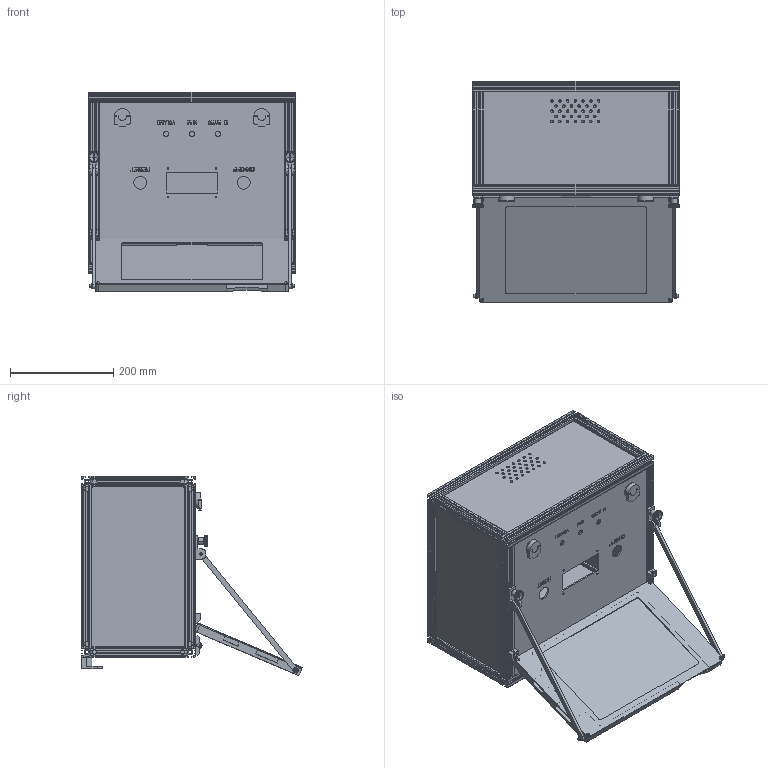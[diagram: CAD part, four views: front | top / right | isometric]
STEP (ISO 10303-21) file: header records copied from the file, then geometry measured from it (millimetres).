
FILE_DESCRIPTION((''),'2;1');
FILE_NAME('ROB-CEVE-A01_ASM','2021-05-06T11:17:12',('kevin'),(''),'CREO PARAMETRIC BY PTC INC, 2016390','CREO PARAMETRIC BY PTC INC, 2016390','');
FILE_SCHEMA(('CONFIG_CONTROL_DESIGN'));
Length unit declared in the file: millimetre
Products named in the file (35): ROB-CEVE-P32; ROB-CEVE-P33; ROB-CEVE-P34; INNER_BRACKET_6; ROB-CEVE-P20; ROB-CEVE-P21; ROB-CEVE-P22; ROB-CEVE-P23; _HINGES_CFTX_40_SH-4_1_0_; _HINGES_CFTX_40_SH-4_2_0_; HINGES_CFTX_40_SH-4_0__ASM; ELESA-CFTX_40_SH_4_ASM; _LATCHES_WITH_FOLD-AWAY_KNOB-31; _LATCHES_WITH_FOLD-AWAY_KNOB-37; _LATCHES_WITH_FOLD-AWAY_KNOB-43; LATCHES_WITH_FOLD-AWAY_KNOB__CM_ASM; ELESA_CMT_32-18_AE_V0_ASM; ROB-CEVE-P24; ROB-CEVE-P25; ROB-CEVE-P26; ROB-CEVE-P31; ROB-CEVE-P27; SLIDING_BLOCK; RDL_M_4_3X9X0_85; VIS_T_CY_6P_M4X16; VIS_T_CY_6P_M4X12; ROB-CEVE-P28; ROB-CEVE-P30; VIS_T_CO_6P_M5X8; RDL_5_3X10X1; VIS_CO_M3X8; EKK_21_P_M5X10_C1; ROB-CEVE-P35; VIS_T_CY_6P_M5X20; ROB-CEVE-A01_ASM
Assembly tree (92 placements, depth 4):
  ROB-CEVE-A01_ASM
    ROB-CEVE-P32  x4
    ROB-CEVE-P33  x4
    ROB-CEVE-P34  x4
    INNER_BRACKET_6  x16
    ROB-CEVE-P20
    ROB-CEVE-P21  x2
    ROB-CEVE-P22
    ROB-CEVE-P23
    ELESA-CFTX_40_SH_4_ASM  x2
      HINGES_CFTX_40_SH-4_0__ASM
        _HINGES_CFTX_40_SH-4_1_0_  x2
        _HINGES_CFTX_40_SH-4_2_0_
    ELESA_CMT_32-18_AE_V0_ASM  x2
      LATCHES_WITH_FOLD-AWAY_KNOB__CM_ASM
        _LATCHES_WITH_FOLD-AWAY_KNOB-31
        _LATCHES_WITH_FOLD-AWAY_KNOB-37
        _LATCHES_WITH_FOLD-AWAY_KNOB-43
    ROB-CEVE-P24
    ROB-CEVE-P25  x4
    ROB-CEVE-P26  x2
    ROB-CEVE-P31  x2
    ROB-CEVE-P27
    SLIDING_BLOCK  x6
    RDL_M_4_3X9X0_85  x10
    VIS_T_CY_6P_M4X16  x2
    VIS_T_CY_6P_M4X12  x2
    ROB-CEVE-P28
    ROB-CEVE-P30  x2
    VIS_T_CO_6P_M5X8  x2
    RDL_5_3X10X1  x2
    VIS_CO_M3X8  x4
    EKK_21_P_M5X10_C1  x2
    ROB-CEVE-P35  x2
    VIS_T_CY_6P_M5X20  x2
Bounding box: 401 x 427.21 x 385.92 mm (x, y, z)
Volume: 2882398.3 mm3; surface area: 1978908.5 mm2
Topology: 102 solids, 118 shells, 3967 faces, 10721 edges, 6954 vertices
Faces by surface type: plane 2717, cylinder 806, cone 336, torus 80, bspline 20, sphere 8
Entity records: 59917 total; most frequent: CARTESIAN_POINT 11909, ORIENTED_EDGE 9866, DIRECTION 9690, EDGE_CURVE 4952, VECTOR 3640, LINE 3640, VERTEX_POINT 3244, AXIS2_PLACEMENT_3D 3025
